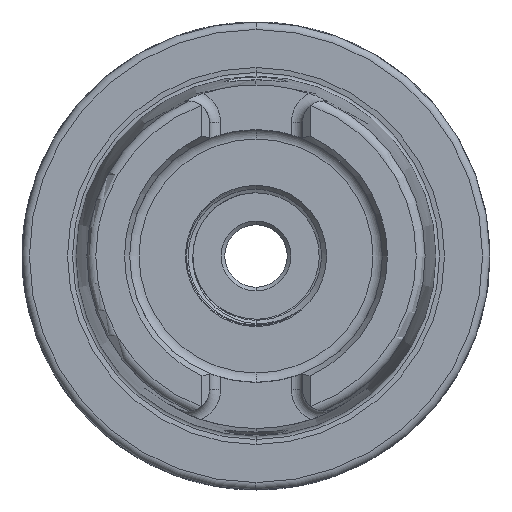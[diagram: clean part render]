
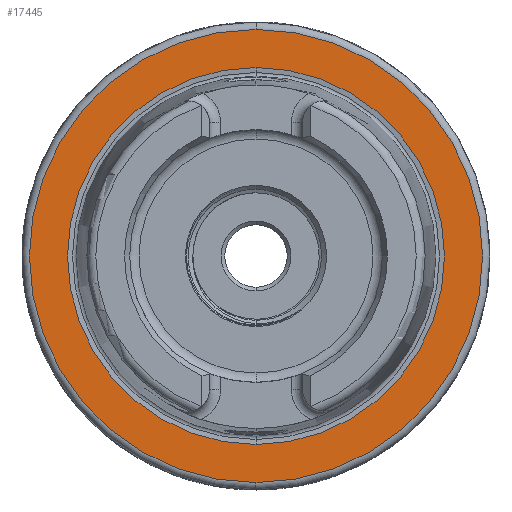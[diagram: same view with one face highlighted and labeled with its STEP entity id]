
A CAD part, left-side view. The second image highlights one B-rep face of the part: STEP entity #17445.
In plain terms, the highlighted planar face has unit normal (-1, 0, 0).
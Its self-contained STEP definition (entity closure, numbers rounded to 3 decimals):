
#2174 = ORIENTED_EDGE ( 'NONE', *, *, #14858, .T. ) ;
#9716 = AXIS2_PLACEMENT_3D ( 'NONE', #12172, #12181, #12194 ) ;
#9781 = AXIS2_PLACEMENT_3D ( 'NONE', #23461, #23473, #23456 ) ;
#9802 = AXIS2_PLACEMENT_3D ( 'NONE', #17920, #17923, #17938 ) ;
#9955 = AXIS2_PLACEMENT_3D ( 'NONE', #14728, #14734, #14730 ) ;
#9972 = AXIS2_PLACEMENT_3D ( 'NONE', #14405, #14427, #14422 ) ;
#10813 = EDGE_CURVE ( 'NONE', #27185, #27233, #23919, .T. ) ;
#10857 = EDGE_CURVE ( 'NONE', #27287, #27224, #23955, .T. ) ;
#12172 = CARTESIAN_POINT ( 'NONE',  ( 0., 25.369, 0. ) ) ;
#12178 = PLANE ( 'NONE',  #9716 ) ;
#12181 = DIRECTION ( 'NONE',  ( -1., 0., 0. ) ) ;
#12194 = DIRECTION ( 'NONE',  ( 0., 0., 1. ) ) ;
#14405 = CARTESIAN_POINT ( 'NONE',  ( 0., 0., 0. ) ) ;
#14422 = DIRECTION ( 'NONE',  ( 0., 0., 1. ) ) ;
#14427 = DIRECTION ( 'NONE',  ( -1., 0., 0. ) ) ;
#14728 = CARTESIAN_POINT ( 'NONE',  ( 0., 0., 0. ) ) ;
#14730 = DIRECTION ( 'NONE',  ( 0., 0., -1. ) ) ;
#14734 = DIRECTION ( 'NONE',  ( 1., 0., 0. ) ) ;
#14858 = EDGE_CURVE ( 'NONE', #27224, #27287, #26676, .T. ) ;
#14900 = EDGE_CURVE ( 'NONE', #27233, #27185, #26198, .T. ) ;
#17445 = ADVANCED_FACE ( 'NONE', ( #26348, #26446 ), #12178, .T. ) ;
#17920 = CARTESIAN_POINT ( 'NONE',  ( 0., 0., 0. ) ) ;
#17923 = DIRECTION ( 'NONE',  ( -1., 0., 0. ) ) ;
#17938 = DIRECTION ( 'NONE',  ( 0., 0., 1. ) ) ;
#20418 = CARTESIAN_POINT ( 'NONE',  ( 0., 0., 25.369 ) ) ;
#20508 = CARTESIAN_POINT ( 'NONE',  ( 0., 0., -30.5 ) ) ;
#20512 = CARTESIAN_POINT ( 'NONE',  ( 0., 0., -25.369 ) ) ;
#20526 = CARTESIAN_POINT ( 'NONE',  ( 0., 0., 30.5 ) ) ;
#22869 = EDGE_LOOP ( 'NONE', ( #23662, #2174 ) ) ;
#22876 = EDGE_LOOP ( 'NONE', ( #23645, #23712 ) ) ;
#23456 = DIRECTION ( 'NONE',  ( 0., 0., -1. ) ) ;
#23461 = CARTESIAN_POINT ( 'NONE',  ( 0., 0., 0. ) ) ;
#23473 = DIRECTION ( 'NONE',  ( 1., 0., 0. ) ) ;
#23645 = ORIENTED_EDGE ( 'NONE', *, *, #10813, .T. ) ;
#23662 = ORIENTED_EDGE ( 'NONE', *, *, #10857, .T. ) ;
#23712 = ORIENTED_EDGE ( 'NONE', *, *, #14900, .T. ) ;
#23919 = CIRCLE ( 'NONE', #9781, 25.369 ) ;
#23955 = CIRCLE ( 'NONE', #9802, 30.5 ) ;
#26198 = CIRCLE ( 'NONE', #9955, 25.369 ) ;
#26348 = FACE_OUTER_BOUND ( 'NONE', #22869, .T. ) ;
#26446 = FACE_BOUND ( 'NONE', #22876, .T. ) ;
#26676 = CIRCLE ( 'NONE', #9972, 30.5 ) ;
#27185 = VERTEX_POINT ( 'NONE', #20418 ) ;
#27224 = VERTEX_POINT ( 'NONE', #20508 ) ;
#27233 = VERTEX_POINT ( 'NONE', #20512 ) ;
#27287 = VERTEX_POINT ( 'NONE', #20526 ) ;
